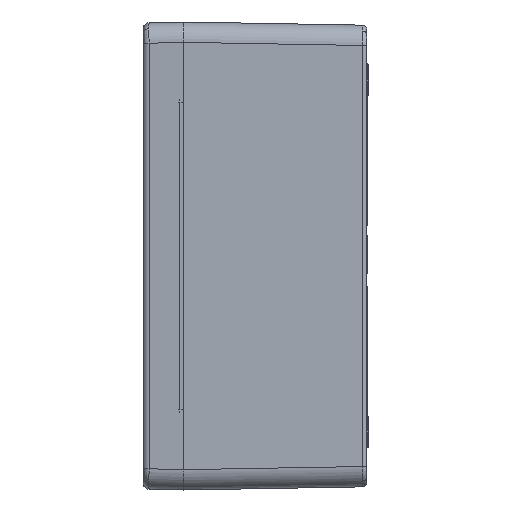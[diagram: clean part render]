
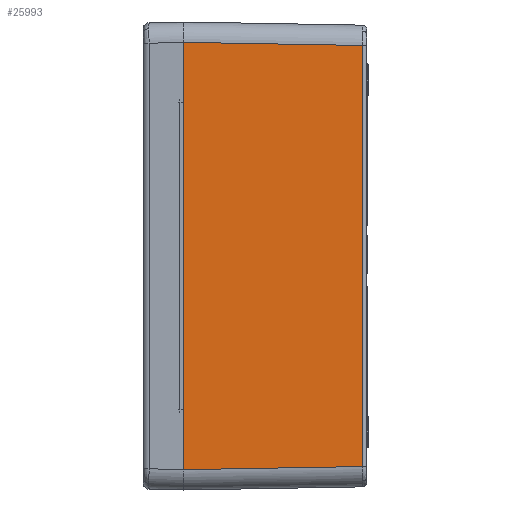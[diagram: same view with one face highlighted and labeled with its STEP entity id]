
A CAD part, left-side view. The second image highlights one B-rep face of the part: STEP entity #25993.
In plain terms, the highlighted planar face has unit normal (-1, -0.018, 0).
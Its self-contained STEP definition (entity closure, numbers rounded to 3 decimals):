
#3065=LINE('',#72580,#4778);
#3066=LINE('',#72581,#4779);
#3067=LINE('',#72583,#4780);
#3068=LINE('',#72584,#4781);
#4778=VECTOR('',#32182,1000.);
#4779=VECTOR('',#32183,1000.);
#4780=VECTOR('',#32184,1000.);
#4781=VECTOR('',#32185,1000.);
#5823=PLANE('',#28107);
#7316=FACE_OUTER_BOUND('',#9254,.T.);
#9254=EDGE_LOOP('',(#21077,#21078,#21079,#21080));
#12126=VERTEX_POINT('',#69472);
#12467=VERTEX_POINT('',#72578);
#12468=VERTEX_POINT('',#72579);
#12469=VERTEX_POINT('',#72582);
#15544=EDGE_CURVE('',#12467,#12468,#3065,.T.);
#15545=EDGE_CURVE('',#12468,#12126,#3066,.T.);
#15546=EDGE_CURVE('',#12126,#12469,#3067,.T.);
#15547=EDGE_CURVE('',#12467,#12469,#3068,.T.);
#21077=ORIENTED_EDGE('',*,*,#15544,.T.);
#21078=ORIENTED_EDGE('',*,*,#15545,.T.);
#21079=ORIENTED_EDGE('',*,*,#15546,.T.);
#21080=ORIENTED_EDGE('',*,*,#15547,.F.);
#25993=ADVANCED_FACE('',(#7316),#5823,.T.);
#28107=AXIS2_PLACEMENT_3D('',#72577,#32180,#32181);
#32180=DIRECTION('center_axis',(-1.,-0.017,
0.));
#32181=DIRECTION('ref_axis',(0.017,-1.,0.));
#32182=DIRECTION('',(0.017,-1.,0.017));
#32183=DIRECTION('',(0.,0.,1.));
#32184=DIRECTION('',(-0.017,1.,0.017));
#32185=DIRECTION('',(0.,0.,1.));
#69472=CARTESIAN_POINT('',(-298.463,-88.035,103.465));
#72577=CARTESIAN_POINT('Origin',(-300.,0.,-115.));
#72578=CARTESIAN_POINT('',(-300.,0.,-105.002));
#72579=CARTESIAN_POINT('',(-298.463,-88.035,-103.465));
#72580=CARTESIAN_POINT('',(-300.003,0.174,-105.005));
#72581=CARTESIAN_POINT('',(-298.463,-88.035,103.431));
#72582=CARTESIAN_POINT('',(-300.,0.,105.002));
#72583=CARTESIAN_POINT('',(-299.933,-3.838,104.935));
#72584=CARTESIAN_POINT('',(-300.,0.,-115.));
